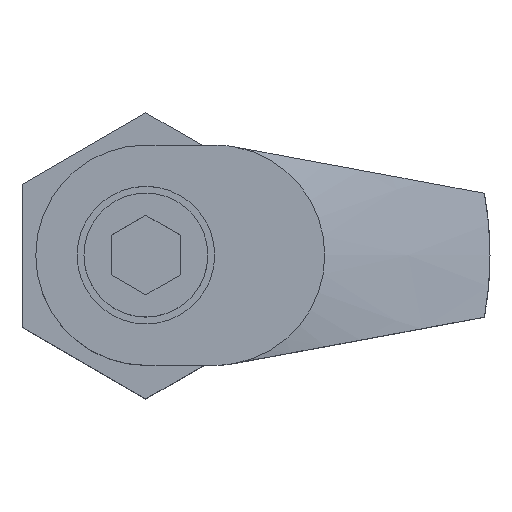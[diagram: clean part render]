
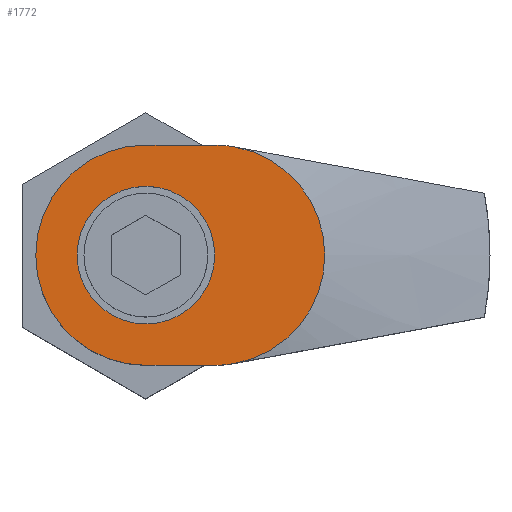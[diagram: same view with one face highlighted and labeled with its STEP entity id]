
A CAD part, top view. The second image highlights one B-rep face of the part: STEP entity #1772.
In plain terms, the highlighted planar face has unit normal (0, 0, 1).
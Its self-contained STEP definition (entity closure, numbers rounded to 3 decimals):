
#11 = EDGE_CURVE ( 'NONE', #322, #992, #2046, .T. ) ;
#45 = ORIENTED_EDGE ( 'NONE', *, *, #271, .T. ) ;
#58 = LINE ( 'NONE', #1795, #1315 ) ;
#60 = DIRECTION ( 'NONE',  ( 1., 0., 0. ) ) ;
#271 = EDGE_CURVE ( 'NONE', #502, #721, #1479, .T. ) ;
#273 = ORIENTED_EDGE ( 'NONE', *, *, #1081, .T. ) ;
#274 = DIRECTION ( 'NONE',  ( 1., 0., 0. ) ) ;
#311 = CARTESIAN_POINT ( 'NONE',  ( 10., -16., 57. ) ) ;
#322 = VERTEX_POINT ( 'NONE', #876 ) ;
#366 = EDGE_CURVE ( 'NONE', #690, #684, #895, .T. ) ;
#403 = AXIS2_PLACEMENT_3D ( 'NONE', #1721, #752, #274 ) ;
#445 = DIRECTION ( 'NONE',  ( 1., 0., 0. ) ) ;
#502 = VERTEX_POINT ( 'NONE', #311 ) ;
#527 = LINE ( 'NONE', #1332, #1069 ) ;
#543 = AXIS2_PLACEMENT_3D ( 'NONE', #2030, #775, #1431 ) ;
#553 = VERTEX_POINT ( 'NONE', #2022 ) ;
#571 = AXIS2_PLACEMENT_3D ( 'NONE', #958, #1287, #445 ) ;
#604 = CARTESIAN_POINT ( 'NONE',  ( 0., 16., 57. ) ) ;
#633 = DIRECTION ( 'NONE',  ( 0., 0., 1. ) ) ;
#653 = DIRECTION ( 'NONE',  ( -1., 0., 0. ) ) ;
#669 = AXIS2_PLACEMENT_3D ( 'NONE', #1420, #1396, #1261 ) ;
#684 = VERTEX_POINT ( 'NONE', #1627 ) ;
#690 = VERTEX_POINT ( 'NONE', #995 ) ;
#721 = VERTEX_POINT ( 'NONE', #1153 ) ;
#752 = DIRECTION ( 'NONE',  ( 0., 0., 1. ) ) ;
#775 = DIRECTION ( 'NONE',  ( 0., 0., 1. ) ) ;
#776 = EDGE_CURVE ( 'NONE', #553, #1690, #58, .T. ) ;
#781 = EDGE_CURVE ( 'NONE', #684, #502, #527, .T. ) ;
#823 = VERTEX_POINT ( 'NONE', #1637 ) ;
#845 = DIRECTION ( 'NONE',  ( 0., 0., 1. ) ) ;
#876 = CARTESIAN_POINT ( 'NONE',  ( 10., 0., 57. ) ) ;
#895 = CIRCLE ( 'NONE', #1067, 16. ) ;
#939 = PLANE ( 'NONE',  #543 ) ;
#951 = DIRECTION ( 'NONE',  ( 0., 0., 1. ) ) ;
#958 = CARTESIAN_POINT ( 'NONE',  ( 0., 0., 57. ) ) ;
#992 = VERTEX_POINT ( 'NONE', #1701 ) ;
#995 = CARTESIAN_POINT ( 'NONE',  ( -16., 0., 57. ) ) ;
#1004 = CARTESIAN_POINT ( 'NONE',  ( 0., 0., 57. ) ) ;
#1067 = AXIS2_PLACEMENT_3D ( 'NONE', #1004, #1656, #1500 ) ;
#1068 = FACE_BOUND ( 'NONE', #1504, .T. ) ;
#1069 = VECTOR ( 'NONE', #1787, 1000. ) ;
#1074 = AXIS2_PLACEMENT_3D ( 'NONE', #1983, #951, #1397 ) ;
#1078 = EDGE_CURVE ( 'NONE', #992, #322, #1776, .T. ) ;
#1081 = EDGE_CURVE ( 'NONE', #1690, #690, #1316, .T. ) ;
#1104 = EDGE_CURVE ( 'NONE', #823, #553, #1447, .T. ) ;
#1124 = CARTESIAN_POINT ( 'NONE',  ( 0., 0., 57. ) ) ;
#1153 = CARTESIAN_POINT ( 'NONE',  ( 12.92, -15.731, 57. ) ) ;
#1260 = EDGE_LOOP ( 'NONE', ( #1277, #1755, #1680, #273, #1558, #1946, #45 ) ) ;
#1261 = DIRECTION ( 'NONE',  ( 1., 0., 0. ) ) ;
#1273 = AXIS2_PLACEMENT_3D ( 'NONE', #1662, #845, #60 ) ;
#1277 = ORIENTED_EDGE ( 'NONE', *, *, #1620, .T. ) ;
#1287 = DIRECTION ( 'NONE',  ( 0., 0., 1. ) ) ;
#1315 = VECTOR ( 'NONE', #653, 1000. ) ;
#1316 = CIRCLE ( 'NONE', #571, 16. ) ;
#1332 = CARTESIAN_POINT ( 'NONE',  ( 10., -16., 57. ) ) ;
#1396 = DIRECTION ( 'NONE',  ( 0., 0., 1. ) ) ;
#1397 = DIRECTION ( 'NONE',  ( 1., 0., 0. ) ) ;
#1406 = DIRECTION ( 'NONE',  ( 1., 0., 0. ) ) ;
#1420 = CARTESIAN_POINT ( 'NONE',  ( 10., 0., 57. ) ) ;
#1431 = DIRECTION ( 'NONE',  ( 1., 0., 0. ) ) ;
#1436 = ORIENTED_EDGE ( 'NONE', *, *, #1078, .F. ) ;
#1447 = CIRCLE ( 'NONE', #669, 16. ) ;
#1479 = CIRCLE ( 'NONE', #1273, 16. ) ;
#1500 = DIRECTION ( 'NONE',  ( 1., 0., 0. ) ) ;
#1504 = EDGE_LOOP ( 'NONE', ( #1692, #1436 ) ) ;
#1558 = ORIENTED_EDGE ( 'NONE', *, *, #366, .T. ) ;
#1614 = AXIS2_PLACEMENT_3D ( 'NONE', #1124, #633, #1406 ) ;
#1620 = EDGE_CURVE ( 'NONE', #721, #823, #1653, .T. ) ;
#1627 = CARTESIAN_POINT ( 'NONE',  ( 0., -16., 57. ) ) ;
#1637 = CARTESIAN_POINT ( 'NONE',  ( 12.92, 15.731, 57. ) ) ;
#1653 = CIRCLE ( 'NONE', #1074, 16. ) ;
#1656 = DIRECTION ( 'NONE',  ( 0., 0., 1. ) ) ;
#1662 = CARTESIAN_POINT ( 'NONE',  ( 10., 0., 57. ) ) ;
#1680 = ORIENTED_EDGE ( 'NONE', *, *, #776, .T. ) ;
#1690 = VERTEX_POINT ( 'NONE', #604 ) ;
#1692 = ORIENTED_EDGE ( 'NONE', *, *, #11, .F. ) ;
#1701 = CARTESIAN_POINT ( 'NONE',  ( -10., 0., 57. ) ) ;
#1721 = CARTESIAN_POINT ( 'NONE',  ( 0., 0., 57. ) ) ;
#1755 = ORIENTED_EDGE ( 'NONE', *, *, #1104, .T. ) ;
#1772 = ADVANCED_FACE ( 'NONE', ( #2009, #1068 ), #939, .T. ) ;
#1776 = CIRCLE ( 'NONE', #403, 10. ) ;
#1787 = DIRECTION ( 'NONE',  ( 1., 0., 0. ) ) ;
#1795 = CARTESIAN_POINT ( 'NONE',  ( 10., 16., 57. ) ) ;
#1946 = ORIENTED_EDGE ( 'NONE', *, *, #781, .T. ) ;
#1983 = CARTESIAN_POINT ( 'NONE',  ( 10., 0., 57. ) ) ;
#2009 = FACE_OUTER_BOUND ( 'NONE', #1260, .T. ) ;
#2022 = CARTESIAN_POINT ( 'NONE',  ( 10., 16., 57. ) ) ;
#2030 = CARTESIAN_POINT ( 'NONE',  ( 0., 0., 57. ) ) ;
#2046 = CIRCLE ( 'NONE', #1614, 10. ) ;
